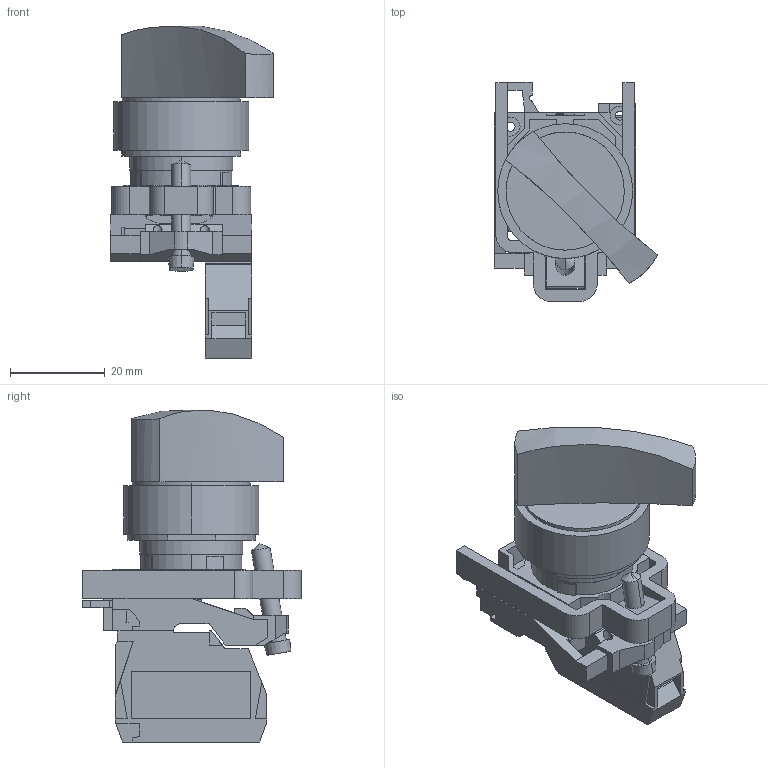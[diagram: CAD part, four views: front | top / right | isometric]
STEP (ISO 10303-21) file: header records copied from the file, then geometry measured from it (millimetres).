
FILE_DESCRIPTION((''),'2;1');
FILE_NAME('SB108857_3D-SOFTWARE_COLOUR','2013-09-16T',('SESA231906'),('Schneider-Electric'),'PRO/ENGINEER BY PARAMETRIC TECHNOLOGY CORPORATION, 2011410','PRO/ENGINEER BY PARAMETRIC TECHNOLOGY CORPORATION, 2011410','');
FILE_SCHEMA(('CONFIG_CONTROL_DESIGN'));
Length unit declared in the file: millimetre
Products named in the file (1): SB108857_3D-SOFTWARE_COLOUR
Bounding box: 34.46 x 46.3 x 70.13 mm (x, y, z)
Volume: 28760.9 mm3; surface area: 13503.2 mm2
Topology: 1 solids, 1 shells, 432 faces, 1234 edges, 810 vertices
Faces by surface type: plane 346, cylinder 81, cone 4, extrusion 1
Entity records: 14082 total; most frequent: CARTESIAN_POINT 2629, ORIENTED_EDGE 2464, DIRECTION 2256, EDGE_CURVE 1232, VECTOR 1016, LINE 1015, VERTEX_POINT 810, AXIS2_PLACEMENT_3D 620
